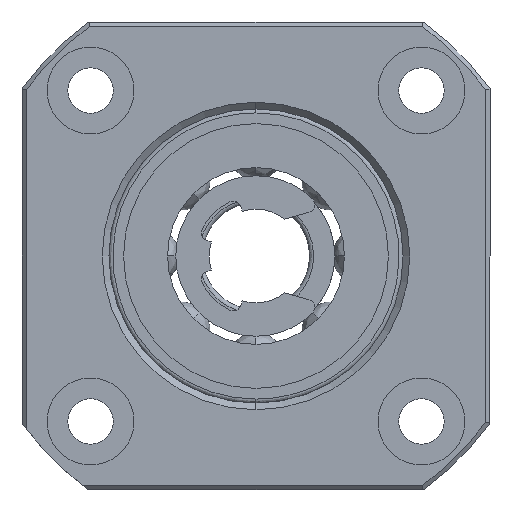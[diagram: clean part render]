
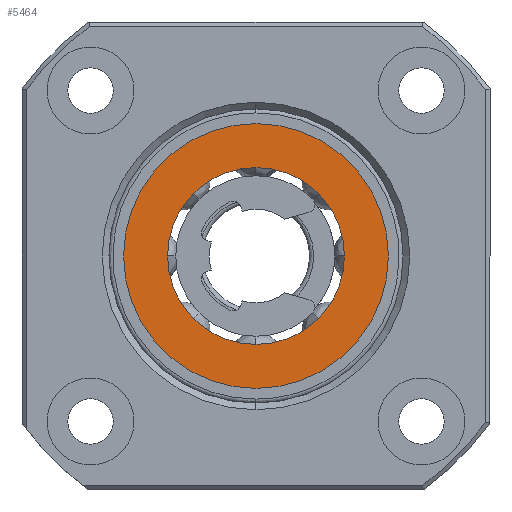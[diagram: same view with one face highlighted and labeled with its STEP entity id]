
A CAD part, left-side view. The second image highlights one B-rep face of the part: STEP entity #5464.
In plain terms, the highlighted planar face has unit normal (-1, 0, 0).
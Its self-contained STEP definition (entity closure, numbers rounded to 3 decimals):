
#650 = DIRECTION ( 'NONE',  ( 0., 0., 1. ) ) ;
#1005 = FACE_OUTER_BOUND ( 'NONE', #13507, .T. ) ;
#1057 = PLANE ( 'NONE',  #26646 ) ;
#1350 = DIRECTION ( 'NONE',  ( -1., 0., 0. ) ) ;
#1916 = DIRECTION ( 'NONE',  ( 0., 0., -1. ) ) ;
#2857 = CARTESIAN_POINT ( 'NONE',  ( -34.563, -2.431, 6.609 ) ) ;
#3039 = CIRCLE ( 'NONE', #5266, 6.609 ) ;
#3337 = CARTESIAN_POINT ( 'NONE',  ( -34.563, -2.431, 9.9 ) ) ;
#3922 = ORIENTED_EDGE ( 'NONE', *, *, #10329, .F. ) ;
#5266 = AXIS2_PLACEMENT_3D ( 'NONE', #23824, #28507, #650 ) ;
#5464 = ADVANCED_FACE ( 'NONE', ( #18951, #1005 ), #1057, .F. ) ;
#9180 = EDGE_CURVE ( 'NONE', #29281, #14254, #25351, .T. ) ;
#10329 = EDGE_CURVE ( 'NONE', #14254, #29281, #3039, .T. ) ;
#10850 = DIRECTION ( 'NONE',  ( 1., 0., 0. ) ) ;
#12827 = ORIENTED_EDGE ( 'NONE', *, *, #9180, .F. ) ;
#13507 = EDGE_LOOP ( 'NONE', ( #14357, #14584 ) ) ;
#14254 = VERTEX_POINT ( 'NONE', #2857 ) ;
#14357 = ORIENTED_EDGE ( 'NONE', *, *, #16654, .F. ) ;
#14584 = ORIENTED_EDGE ( 'NONE', *, *, #16504, .F. ) ;
#14891 = VERTEX_POINT ( 'NONE', #26708 ) ;
#16504 = EDGE_CURVE ( 'NONE', #28420, #14891, #16853, .T. ) ;
#16654 = EDGE_CURVE ( 'NONE', #14891, #28420, #22280, .T. ) ;
#16853 = CIRCLE ( 'NONE', #29173, 9.9 ) ;
#18298 = CARTESIAN_POINT ( 'NONE',  ( -34.563, -2.431, 0. ) ) ;
#18939 = EDGE_LOOP ( 'NONE', ( #3922, #12827 ) ) ;
#18951 = FACE_BOUND ( 'NONE', #18939, .T. ) ;
#19471 = CARTESIAN_POINT ( 'NONE',  ( -34.563, 7.587, -10.019 ) ) ;
#19689 = DIRECTION ( 'NONE',  ( 1., 0., 0. ) ) ;
#19878 = CARTESIAN_POINT ( 'NONE',  ( -34.563, -2.431, 0. ) ) ;
#19978 = DIRECTION ( 'NONE',  ( 0., 0., 1. ) ) ;
#21465 = CARTESIAN_POINT ( 'NONE',  ( -34.563, -2.431, -6.609 ) ) ;
#21812 = DIRECTION ( 'NONE',  ( 0., 0., 1. ) ) ;
#22280 = CIRCLE ( 'NONE', #28657, 9.9 ) ;
#22375 = CARTESIAN_POINT ( 'NONE',  ( -34.563, -2.431, 0. ) ) ;
#23824 = CARTESIAN_POINT ( 'NONE',  ( -34.563, -2.431, 0. ) ) ;
#25351 = CIRCLE ( 'NONE', #28324, 6.609 ) ;
#26646 = AXIS2_PLACEMENT_3D ( 'NONE', #19471, #19689, #21812 ) ;
#26708 = CARTESIAN_POINT ( 'NONE',  ( -34.563, -2.431, -9.9 ) ) ;
#26943 = DIRECTION ( 'NONE',  ( 0., 0., -1. ) ) ;
#27637 = DIRECTION ( 'NONE',  ( 1., 0., 0. ) ) ;
#28324 = AXIS2_PLACEMENT_3D ( 'NONE', #19878, #1350, #19978 ) ;
#28420 = VERTEX_POINT ( 'NONE', #3337 ) ;
#28507 = DIRECTION ( 'NONE',  ( -1., 0., 0. ) ) ;
#28657 = AXIS2_PLACEMENT_3D ( 'NONE', #18298, #27637, #1916 ) ;
#29173 = AXIS2_PLACEMENT_3D ( 'NONE', #22375, #10850, #26943 ) ;
#29281 = VERTEX_POINT ( 'NONE', #21465 ) ;
